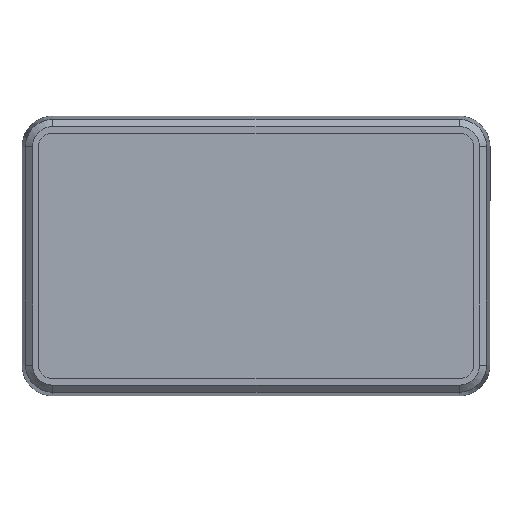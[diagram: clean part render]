
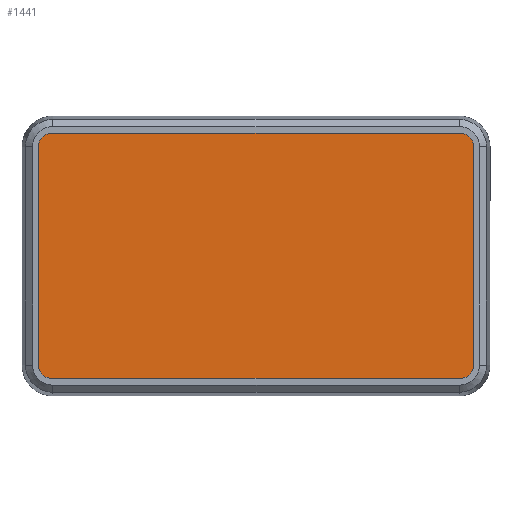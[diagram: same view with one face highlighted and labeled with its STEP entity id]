
A CAD part, top view. The second image highlights one B-rep face of the part: STEP entity #1441.
In plain terms, the highlighted planar face has unit normal (0, 0, 1).
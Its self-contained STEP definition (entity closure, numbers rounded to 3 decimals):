
#53 = VERTEX_POINT ( 'NONE', #2014 ) ;
#856 = EDGE_CURVE ( 'NONE', #9167, #14443, #7010, .T. ) ;
#1062 = CIRCLE ( 'NONE', #14641, 3. ) ;
#1400 = ORIENTED_EDGE ( 'NONE', *, *, #13184, .F. ) ;
#1441 = ADVANCED_FACE ( 'NONE', ( #7171 ), #2608, .F. ) ;
#1462 = VERTEX_POINT ( 'NONE', #2018 ) ;
#1960 = EDGE_LOOP ( 'NONE', ( #1400, #2259, #7717, #14925, #7540, #6194, #14956, #7009 ) ) ;
#2014 = CARTESIAN_POINT ( 'NONE',  ( 46.75, 28., 19.5 ) ) ;
#2018 = CARTESIAN_POINT ( 'NONE',  ( 49.75, 25., 19.5 ) ) ;
#2259 = ORIENTED_EDGE ( 'NONE', *, *, #856, .T. ) ;
#2608 = PLANE ( 'NONE',  #3980 ) ;
#2650 = CARTESIAN_POINT ( 'NONE',  ( -46.75, -25., 19.5 ) ) ;
#2818 = DIRECTION ( 'NONE',  ( 0., 0., -1. ) ) ;
#2834 = VERTEX_POINT ( 'NONE', #6581 ) ;
#2995 = VECTOR ( 'NONE', #8496, 1000. ) ;
#3212 = EDGE_CURVE ( 'NONE', #14515, #14443, #14629, .T. ) ;
#3353 = LINE ( 'NONE', #11963, #2995 ) ;
#3596 = CARTESIAN_POINT ( 'NONE',  ( 46.75, 25., 19.5 ) ) ;
#3845 = DIRECTION ( 'NONE',  ( -1., 0., 0. ) ) ;
#3905 = VECTOR ( 'NONE', #13671, 1000. ) ;
#3980 = AXIS2_PLACEMENT_3D ( 'NONE', #6687, #10213, #5630 ) ;
#4003 = AXIS2_PLACEMENT_3D ( 'NONE', #9810, #2818, #10984 ) ;
#4463 = VERTEX_POINT ( 'NONE', #4806 ) ;
#4781 = DIRECTION ( 'NONE',  ( 1., 0., 0. ) ) ;
#4806 = CARTESIAN_POINT ( 'NONE',  ( -46.75, 28., 19.5 ) ) ;
#5630 = DIRECTION ( 'NONE',  ( -1., 0., 0. ) ) ;
#5679 = EDGE_CURVE ( 'NONE', #1462, #53, #12034, .T. ) ;
#5741 = DIRECTION ( 'NONE',  ( 0., 0., -1. ) ) ;
#6194 = ORIENTED_EDGE ( 'NONE', *, *, #13107, .F. ) ;
#6581 = CARTESIAN_POINT ( 'NONE',  ( 46.75, -28., 19.5 ) ) ;
#6620 = VECTOR ( 'NONE', #14783, 1000. ) ;
#6687 = CARTESIAN_POINT ( 'NONE',  ( -46.75, 25., 19.5 ) ) ;
#7009 = ORIENTED_EDGE ( 'NONE', *, *, #11885, .F. ) ;
#7010 = LINE ( 'NONE', #10323, #3905 ) ;
#7027 = CIRCLE ( 'NONE', #4003, 3. ) ;
#7171 = FACE_OUTER_BOUND ( 'NONE', #1960, .T. ) ;
#7182 = CARTESIAN_POINT ( 'NONE',  ( -46.75, 28., 19.5 ) ) ;
#7540 = ORIENTED_EDGE ( 'NONE', *, *, #8048, .F. ) ;
#7717 = ORIENTED_EDGE ( 'NONE', *, *, #3212, .F. ) ;
#7991 = LINE ( 'NONE', #7182, #14186 ) ;
#8048 = EDGE_CURVE ( 'NONE', #13170, #2834, #1062, .T. ) ;
#8171 = AXIS2_PLACEMENT_3D ( 'NONE', #2650, #10823, #3845 ) ;
#8334 = DIRECTION ( 'NONE',  ( 1., 0., 0. ) ) ;
#8496 = DIRECTION ( 'NONE',  ( 0., -1., 0. ) ) ;
#9167 = VERTEX_POINT ( 'NONE', #13482 ) ;
#9810 = CARTESIAN_POINT ( 'NONE',  ( -46.75, 25., 19.5 ) ) ;
#10152 = CARTESIAN_POINT ( 'NONE',  ( -46.75, -28., 19.5 ) ) ;
#10213 = DIRECTION ( 'NONE',  ( 0., 0., -1. ) ) ;
#10323 = CARTESIAN_POINT ( 'NONE',  ( -49.75, 25., 19.5 ) ) ;
#10471 = CARTESIAN_POINT ( 'NONE',  ( -49.75, -25., 19.5 ) ) ;
#10823 = DIRECTION ( 'NONE',  ( 0., 0., -1. ) ) ;
#10984 = DIRECTION ( 'NONE',  ( -1., 0., 0. ) ) ;
#11747 = DIRECTION ( 'NONE',  ( 0., 0., 1. ) ) ;
#11829 = CARTESIAN_POINT ( 'NONE',  ( -46.75, -28., 19.5 ) ) ;
#11885 = EDGE_CURVE ( 'NONE', #4463, #53, #7991, .T. ) ;
#11963 = CARTESIAN_POINT ( 'NONE',  ( 49.75, 25., 19.5 ) ) ;
#11972 = AXIS2_PLACEMENT_3D ( 'NONE', #3596, #11747, #4781 ) ;
#12034 = CIRCLE ( 'NONE', #11972, 3. ) ;
#12107 = CARTESIAN_POINT ( 'NONE',  ( 49.75, -25., 19.5 ) ) ;
#12720 = CARTESIAN_POINT ( 'NONE',  ( 46.75, -25., 19.5 ) ) ;
#12832 = LINE ( 'NONE', #10152, #6620 ) ;
#13107 = EDGE_CURVE ( 'NONE', #1462, #13170, #3353, .T. ) ;
#13170 = VERTEX_POINT ( 'NONE', #12107 ) ;
#13184 = EDGE_CURVE ( 'NONE', #9167, #4463, #7027, .T. ) ;
#13482 = CARTESIAN_POINT ( 'NONE',  ( -49.75, 25., 19.5 ) ) ;
#13671 = DIRECTION ( 'NONE',  ( 0., -1., 0. ) ) ;
#13884 = DIRECTION ( 'NONE',  ( -1., 0., 0. ) ) ;
#14186 = VECTOR ( 'NONE', #8334, 1000. ) ;
#14346 = EDGE_CURVE ( 'NONE', #14515, #2834, #12832, .T. ) ;
#14443 = VERTEX_POINT ( 'NONE', #10471 ) ;
#14515 = VERTEX_POINT ( 'NONE', #11829 ) ;
#14629 = CIRCLE ( 'NONE', #8171, 3. ) ;
#14641 = AXIS2_PLACEMENT_3D ( 'NONE', #12720, #5741, #13884 ) ;
#14783 = DIRECTION ( 'NONE',  ( 1., 0., 0. ) ) ;
#14925 = ORIENTED_EDGE ( 'NONE', *, *, #14346, .T. ) ;
#14956 = ORIENTED_EDGE ( 'NONE', *, *, #5679, .T. ) ;
